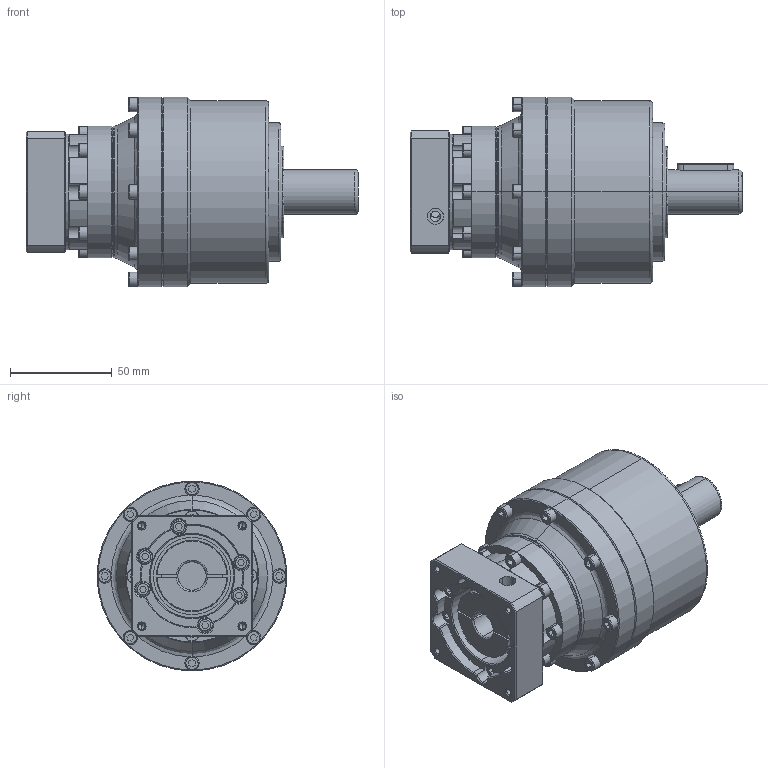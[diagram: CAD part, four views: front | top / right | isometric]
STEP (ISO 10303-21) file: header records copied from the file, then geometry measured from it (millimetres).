
FILE_DESCRIPTION (( 'STEP AP214' ), '1' );
FILE_NAME ('PE090-L2-14-50-70M4-M5.STEP', '2024-01-06T03:41:09', ( 'admin' ), ( '' ), 'SwSTEP 2.0', 'SolidWorks 2013', '' );
FILE_SCHEMA (( 'AUTOMOTIVE_DESIGN' ));
Length unit declared in the file: millimetre
Products named in the file (4): PE090_X2_8F9351FA7AEF_X0_; 60_X2_8F9351656CD55170_X0_-50-70M4; PB090-L2_X2_58F34F537AEF_X0_-19; PE090-L2-14-50-70M4-M5
Assembly tree (3 placements, depth 2):
  PE090-L2-14-50-70M4-M5
    PB090-L2_X2_58F34F537AEF_X0_-19
    60_X2_8F9351656CD55170_X0_-50-70M4
    PE090_X2_8F9351FA7AEF_X0_
Bounding box: 163.5 x 93.5 x 93.5 mm (x, y, z)
Volume: 614919.2 mm3; surface area: 84156.3 mm2
Topology: 3 solids, 3 shells, 705 faces, 1696 edges, 1029 vertices
Faces by surface type: plane 255, cylinder 238, cone 153, bspline 59
Entity records: 29543 total; most frequent: CARTESIAN_POINT 5554, DIRECTION 3463, ORIENTED_EDGE 3268, EDGE_CURVE 1634, AXIS2_PLACEMENT_3D 1328, VERTEX_POINT 1029, EDGE_LOOP 813, LINE 807
